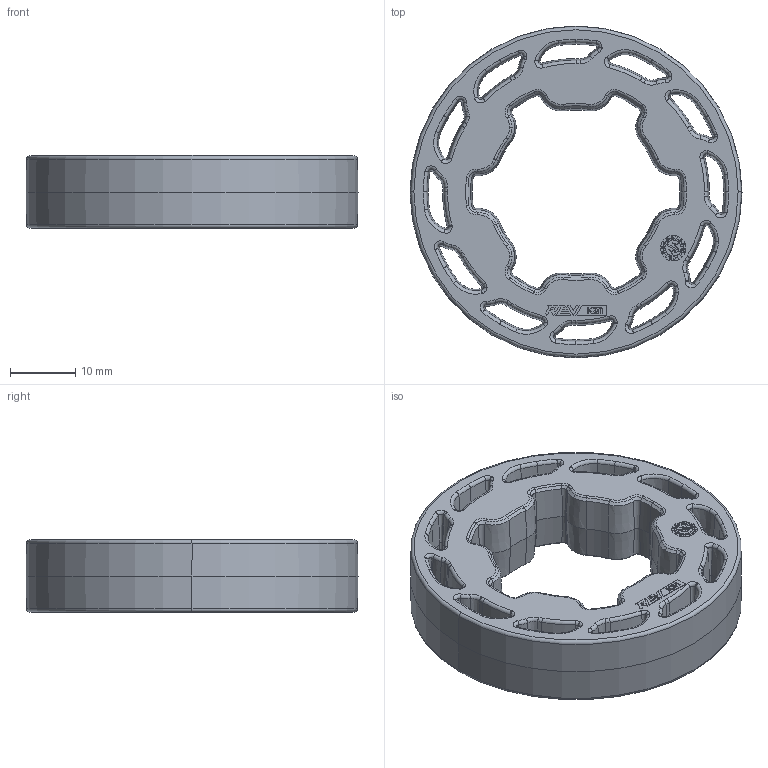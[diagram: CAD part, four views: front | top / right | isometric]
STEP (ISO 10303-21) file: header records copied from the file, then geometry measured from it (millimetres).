
FILE_DESCRIPTION (( 'STEP AP214' ), '1' );
FILE_NAME ('REV-21-6555_RevD.STEP', '2025-11-15T16:11:55', ( '' ), ( '' ), 'SwSTEP 2.0', 'SolidWorks 2022', '' );
FILE_SCHEMA (( 'AUTOMOTIVE_DESIGN' ));
Length unit declared in the file: millimetre
Products named in the file (1): REV-21-6555_RevD
Bounding box: 50.99 x 50.99 x 11.31 mm (x, y, z)
Volume: 13027.2 mm3; surface area: 7790.9 mm2
Topology: 1 solids, 1 shells, 1172 faces, 2813 edges, 1700 vertices
Faces by surface type: cone 396, plane 334, torus 330, bspline 106, cylinder 6
Entity records: 37962 total; most frequent: CARTESIAN_POINT 10449, DIRECTION 6002, ORIENTED_EDGE 5626, EDGE_CURVE 2813, AXIS2_PLACEMENT_3D 2335, VERTEX_POINT 1700, LINE 1332, VECTOR 1332
